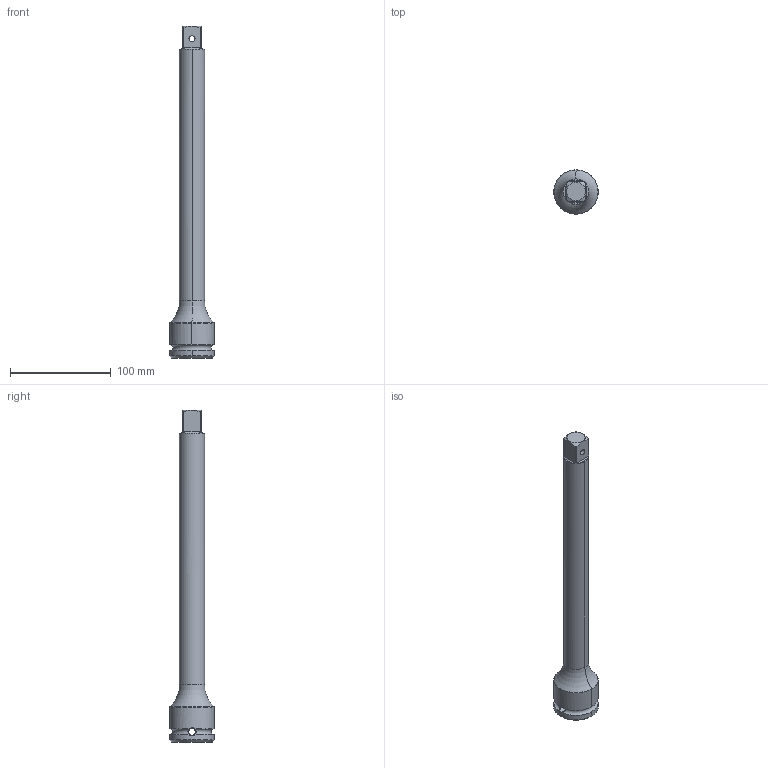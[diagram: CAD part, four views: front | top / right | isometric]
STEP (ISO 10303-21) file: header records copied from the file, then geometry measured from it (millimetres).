
FILE_DESCRIPTION((''),'2;1');
FILE_NAME('4027153418','2023-08-22T12:46:07',('A00565553'),(''),'CREO PARAMETRIC BY PTC INC, 2022414','CREO PARAMETRIC BY PTC INC, 2022414','');
FILE_SCHEMA(('CONFIG_CONTROL_DESIGN','GEOMETRIC_VALIDATION_PROPERTIES_MIM'));
Length unit declared in the file: millimetre
Products named in the file (1): 4027153418
Bounding box: 44 x 44 x 330 mm (x, y, z)
Volume: 188680.7 mm3; surface area: 33550.4 mm2
Topology: 1 solids, 3 shells, 57 faces, 164 edges, 108 vertices
Faces by surface type: cylinder 24, plane 19, cone 8, torus 6
Entity records: 2747 total; most frequent: CARTESIAN_POINT 651, ORIENTED_EDGE 308, DIRECTION 288, PRESENTATION_STYLE_ASSIGNMENT 167, STYLED_ITEM 167, CURVE_STYLE 164, EDGE_CURVE 164, AXIS2_PLACEMENT_3D 116
